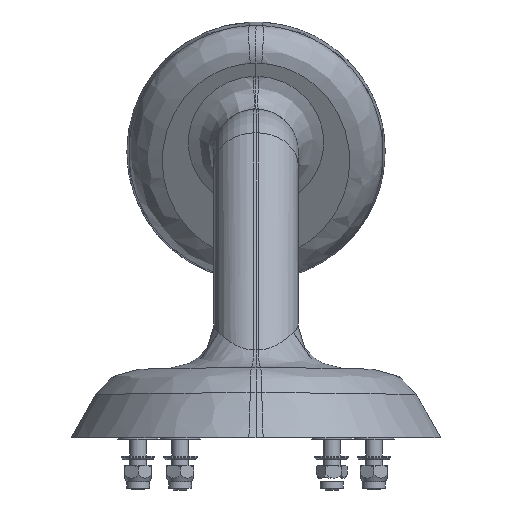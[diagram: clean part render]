
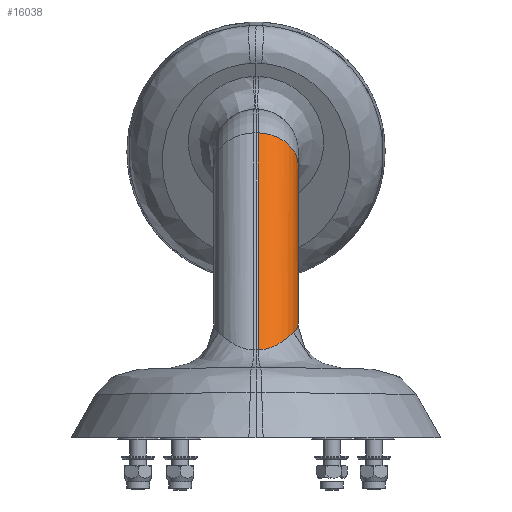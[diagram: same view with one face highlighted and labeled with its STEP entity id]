
A CAD part, front view. The second image highlights one B-rep face of the part: STEP entity #16038.
In plain terms, the highlighted cylindrical face has radius 12.5 mm (diameter 25 mm), a partial arc.
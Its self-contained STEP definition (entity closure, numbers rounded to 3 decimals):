
#929=CIRCLE('',#17620,12.5);
#1536=B_SPLINE_CURVE_WITH_KNOTS('',3,(#30241,#30242,#30243,#30244,#30245,
#30246,#30247,#30248,#30249,#30250,#30251,#30252,#30253,#30254,#30255,#30256,
#30257,#30258,#30259,#30260,#30261,#30262,#30263,#30264,#30265,#30266,#30267,
#30268,#30269,#30270,#30271,#30272,#30273,#30274,#30275,#30276,#30277,#30278,
#30279,#30280,#30281,#30282,#30283,#30284,#30285,#30286,#30287,#30288,#30289,
#30290,#30291,#30292,#30293,#30294),.UNSPECIFIED.,.F.,.F.,(4,2,2,2,2,2,
2,2,2,2,1,2,1,2,1,1,2,2,2,2,2,2,2,2,2,2,2,2,4),(0.094,0.648,
1.249,1.874,2.526,3.202,3.895,
4.596,5.297,6.003,6.373,6.742,
7.175,7.608,8.338,8.702,9.067,
9.073,9.078,9.084,9.089,9.095,
9.1,9.106,9.111,9.117,9.122,
9.127,9.258),.UNSPECIFIED.);
#1767=CYLINDRICAL_SURFACE('',#17619,12.5);
#2502=FACE_OUTER_BOUND('',#3471,.T.);
#3471=EDGE_LOOP('',(#13803,#13804,#13805,#13806));
#4643=LINE('',#30218,#5724);
#4645=LINE('',#30239,#5726);
#5724=VECTOR('',#21612,10.);
#5726=VECTOR('',#21616,10.);
#7281=VERTEX_POINT('',#30216);
#7282=VERTEX_POINT('',#30217);
#7283=VERTEX_POINT('',#30237);
#7284=VERTEX_POINT('',#30238);
#9506=EDGE_CURVE('',#7281,#7282,#4643,.T.);
#9509=EDGE_CURVE('',#7283,#7284,#4645,.T.);
#9510=EDGE_CURVE('',#7283,#7281,#929,.T.);
#9511=EDGE_CURVE('',#7282,#7284,#1536,.T.);
#13803=ORIENTED_EDGE('',*,*,#9509,.F.);
#13804=ORIENTED_EDGE('',*,*,#9510,.T.);
#13805=ORIENTED_EDGE('',*,*,#9506,.T.);
#13806=ORIENTED_EDGE('',*,*,#9511,.T.);
#16038=ADVANCED_FACE('',(#2502),#1767,.T.);
#17619=AXIS2_PLACEMENT_3D('',#30236,#21614,#21615);
#17620=AXIS2_PLACEMENT_3D('',#30240,#21617,#21618);
#21612=DIRECTION('',(0.,-0.766,-0.643));
#21614=DIRECTION('center_axis',(0.,0.766,0.643));
#21615=DIRECTION('ref_axis',(0.052,-0.642,0.765));
#21616=DIRECTION('',(0.,-0.766,-0.643));
#21617=DIRECTION('center_axis',(0.,-0.766,-0.643));
#21618=DIRECTION('ref_axis',(0.052,0.642,-0.765));
#30216=CARTESIAN_POINT('',(0.654,64.561,90.468));
#30217=CARTESIAN_POINT('',(0.654,-12.149,26.101));
#30218=CARTESIAN_POINT('',(0.654,64.561,90.468));
#30236=CARTESIAN_POINT('Origin',(0.,0.,20.));
#30237=CARTESIAN_POINT('',(0.654,80.609,71.343));
#30238=CARTESIAN_POINT('',(0.654,37.389,35.078));
#30239=CARTESIAN_POINT('',(0.654,80.609,71.343));
#30240=CARTESIAN_POINT('Origin',(0.,72.585,80.906));
#30241=CARTESIAN_POINT('Ctrl Pts',(0.654,-12.149,26.101));
#30242=CARTESIAN_POINT('Ctrl Pts',(1.324,-12.081,26.112));
#30243=CARTESIAN_POINT('Ctrl Pts',(1.994,-11.854,26.185));
#30244=CARTESIAN_POINT('Ctrl Pts',(3.348,-11.078,26.454));
#30245=CARTESIAN_POINT('Ctrl Pts',(4.033,-10.503,26.659));
#30246=CARTESIAN_POINT('Ctrl Pts',(5.362,-9.056,27.172));
#30247=CARTESIAN_POINT('Ctrl Pts',(6.003,-8.177,27.481));
#30248=CARTESIAN_POINT('Ctrl Pts',(7.232,-6.171,28.166));
#30249=CARTESIAN_POINT('Ctrl Pts',(7.816,-5.035,28.544));
#30250=CARTESIAN_POINT('Ctrl Pts',(8.915,-2.568,29.326));
#30251=CARTESIAN_POINT('Ctrl Pts',(9.426,-1.229,29.731));
#30252=CARTESIAN_POINT('Ctrl Pts',(10.358,1.596,30.528));
#30253=CARTESIAN_POINT('Ctrl Pts',(10.777,3.087,30.921));
#30254=CARTESIAN_POINT('Ctrl Pts',(11.5,6.174,31.661));
#30255=CARTESIAN_POINT('Ctrl Pts',(11.802,7.77,32.008));
#30256=CARTESIAN_POINT('Ctrl Pts',(12.258,11.033,32.636));
#30257=CARTESIAN_POINT('Ctrl Pts',(12.412,12.698,32.916));
#30258=CARTESIAN_POINT('Ctrl Pts',(12.532,16.07,33.399));
#30259=CARTESIAN_POINT('Ctrl Pts',(12.498,17.772,33.601));
#30260=CARTESIAN_POINT('Ctrl Pts',(12.262,20.371,33.855));
#30261=CARTESIAN_POINT('Ctrl Pts',(12.033,22.162,34.013));
#30262=CARTESIAN_POINT('Ctrl Pts',(11.656,23.917,34.131));
#30263=CARTESIAN_POINT('Ctrl Pts',(11.164,25.775,34.238));
#30264=CARTESIAN_POINT('Ctrl Pts',(10.532,27.71,34.325));
#30265=CARTESIAN_POINT('Ctrl Pts',(9.647,29.593,34.406));
#30266=CARTESIAN_POINT('Ctrl Pts',(8.23,32.124,34.544));
#30267=CARTESIAN_POINT('Ctrl Pts',(6.408,34.523,34.719));
#30268=CARTESIAN_POINT('Ctrl Pts',(3.775,36.304,34.84));
#30269=CARTESIAN_POINT('Ctrl Pts',(2.535,36.853,34.916));
#30270=CARTESIAN_POINT('Ctrl Pts',(1.799,37.093,34.977));
#30271=CARTESIAN_POINT('Ctrl Pts',(1.788,37.097,34.978));
#30272=CARTESIAN_POINT('Ctrl Pts',(1.764,37.105,34.98));
#30273=CARTESIAN_POINT('Ctrl Pts',(1.753,37.108,34.981));
#30274=CARTESIAN_POINT('Ctrl Pts',(1.73,37.115,34.983));
#30275=CARTESIAN_POINT('Ctrl Pts',(1.719,37.119,34.984));
#30276=CARTESIAN_POINT('Ctrl Pts',(1.696,37.126,34.986));
#30277=CARTESIAN_POINT('Ctrl Pts',(1.685,37.13,34.987));
#30278=CARTESIAN_POINT('Ctrl Pts',(1.662,37.137,34.989));
#30279=CARTESIAN_POINT('Ctrl Pts',(1.651,37.14,34.99));
#30280=CARTESIAN_POINT('Ctrl Pts',(1.628,37.147,34.992));
#30281=CARTESIAN_POINT('Ctrl Pts',(1.617,37.151,34.993));
#30282=CARTESIAN_POINT('Ctrl Pts',(1.594,37.157,34.994));
#30283=CARTESIAN_POINT('Ctrl Pts',(1.583,37.161,34.995));
#30284=CARTESIAN_POINT('Ctrl Pts',(1.561,37.167,34.997));
#30285=CARTESIAN_POINT('Ctrl Pts',(1.55,37.171,34.998));
#30286=CARTESIAN_POINT('Ctrl Pts',(1.527,37.177,35.));
#30287=CARTESIAN_POINT('Ctrl Pts',(1.516,37.181,35.001));
#30288=CARTESIAN_POINT('Ctrl Pts',(1.494,37.187,35.003));
#30289=CARTESIAN_POINT('Ctrl Pts',(1.483,37.19,35.004));
#30290=CARTESIAN_POINT('Ctrl Pts',(1.46,37.197,35.006));
#30291=CARTESIAN_POINT('Ctrl Pts',(1.449,37.2,35.007));
#30292=CARTESIAN_POINT('Ctrl Pts',(1.178,37.276,35.03));
#30293=CARTESIAN_POINT('Ctrl Pts',(0.916,37.338,35.053));
#30294=CARTESIAN_POINT('Ctrl Pts',(0.654,37.389,35.078));
